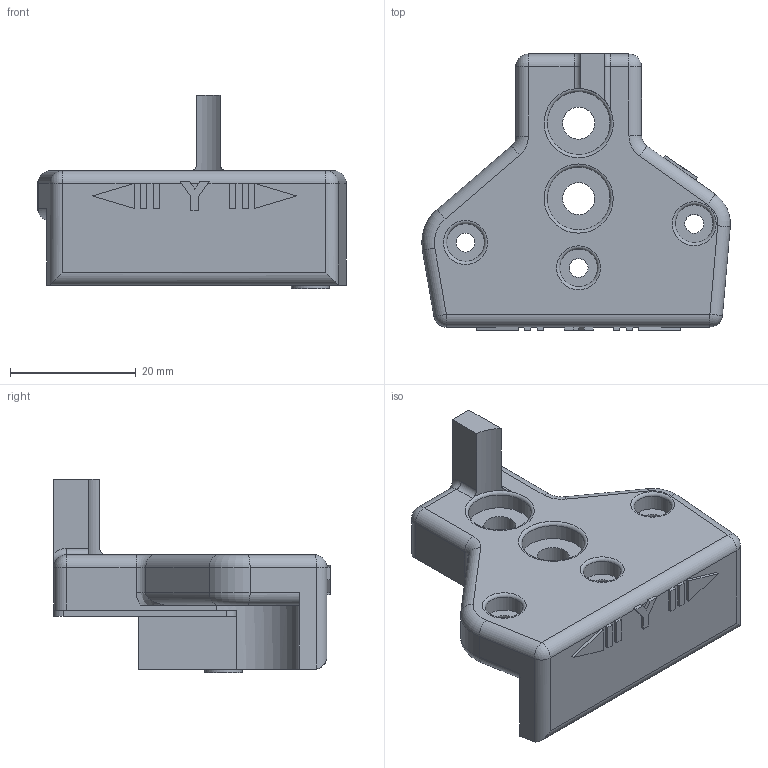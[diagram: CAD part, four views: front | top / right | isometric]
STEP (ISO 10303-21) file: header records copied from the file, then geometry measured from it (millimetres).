
FILE_DESCRIPTION(/* description */ (''),/* implementation_level */ '2;1');
FILE_NAME(/* name */ 'Optical Endstop Trigger Gantry Top - BLV.step',/* time_stamp */ '2020-12-25T00:34:41-05:00',/* author */ (''),/* organization */ (''),/* preprocessor_version */ 'ST-DEVELOPER v18.1',/* originating_system */ 'Autodesk Translation Framework v9.7.1.1290',/* authorisation */ '');
FILE_SCHEMA (('AUTOMOTIVE_DESIGN { 1 0 10303 214 3 1 1 }'));
Length unit declared in the file: millimetre
Products named in the file (1): FusionComponent
Bounding box: 49.06 x 43.92 x 30.85 mm (x, y, z)
Volume: 18645.1 mm3; surface area: 6775.2 mm2
Topology: 1 solids, 1 shells, 132 faces, 332 edges, 209 vertices
Faces by surface type: plane 76, cylinder 39, torus 12, sphere 4, bspline 1
Full cylindrical faces by diameter (mm): 3 x3, 5.1 x2, 6 x4, 8.1 x1, 10 x2
Entity records: 4045 total; most frequent: CARTESIAN_POINT 744, DIRECTION 699, ORIENTED_EDGE 664, EDGE_CURVE 332, AXIS2_PLACEMENT_3D 240, LINE 219, VECTOR 219, VERTEX_POINT 209
